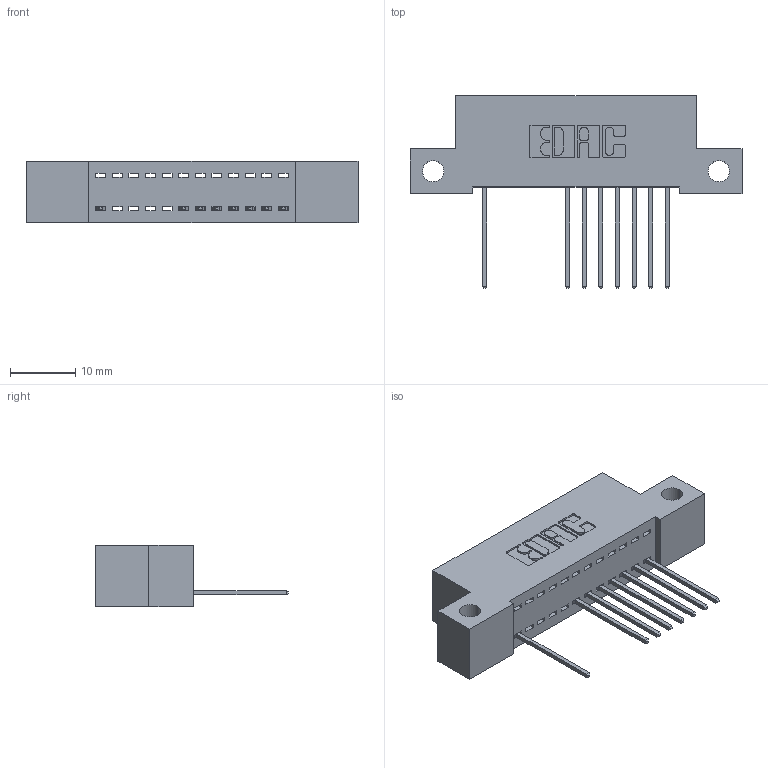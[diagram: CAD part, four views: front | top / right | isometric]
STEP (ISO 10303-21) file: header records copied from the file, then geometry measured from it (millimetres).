
FILE_DESCRIPTION (( 'STEP AP203' ), '1' );
FILE_NAME ('392-012-540-112.STEP', '2018-08-14T22:03:30', ( '' ), ( '' ), 'SwSTEP 2.0', 'SolidWorks 2016', '' );
FILE_SCHEMA (( 'CONFIG_CONTROL_DESIGN' ));
Length unit declared in the file: inch
Products named in the file (3): 392-012-540-112; 342 Part_Side Mount; 345-292-001_345-293-140
Assembly tree (9 placements, depth 2):
  392-012-540-112
    342 Part_Side Mount
    345-292-001_345-293-140  x8
Bounding box: 50.8 x 29.47 x 9.4 mm (x, y, z)
Volume: 4234.8 mm3; surface area: 5333.2 mm2
Topology: 9 solids, 9 shells, 622 faces, 1875 edges, 1238 vertices
Faces by surface type: plane 450, cylinder 172
Entity records: 10977 total; most frequent: CARTESIAN_POINT 1922, ORIENTED_EDGE 1874, DIRECTION 1677, EDGE_CURVE 937, VECTOR 809, LINE 809, VERTEX_POINT 622, AXIS2_PLACEMENT_3D 434
